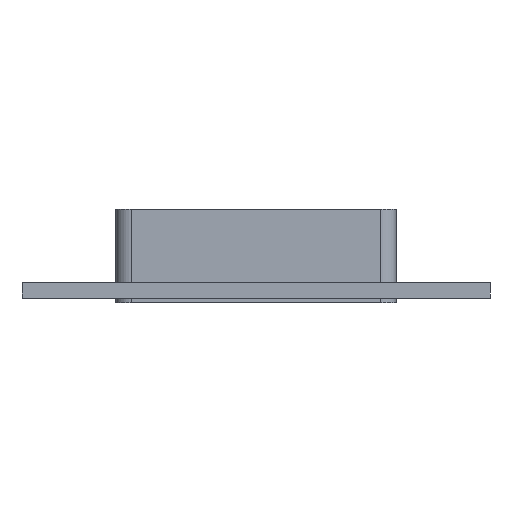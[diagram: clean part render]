
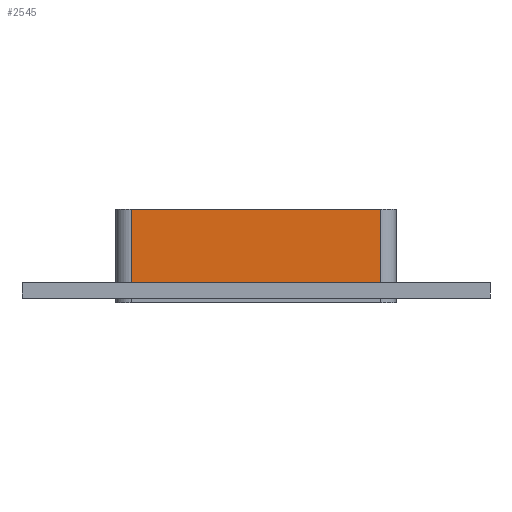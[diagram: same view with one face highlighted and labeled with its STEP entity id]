
A CAD part, left-side view. The second image highlights one B-rep face of the part: STEP entity #2545.
In plain terms, the highlighted planar face has unit normal (-1, 0, 0).
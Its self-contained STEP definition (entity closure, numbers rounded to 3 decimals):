
#1045=CARTESIAN_POINT('',(-461.75,-79.75,-17.0));
#1046=VERTEX_POINT('',#1045);
#1054=CARTESIAN_POINT('',(-461.75,79.75,-17.0));
#1055=VERTEX_POINT('',#1054);
#1056=CARTESIAN_POINT('',(-461.75,79.75,-17.0));
#1057=DIRECTION('',(0.0,-1.0,0.0));
#1058=VECTOR('',#1057,159.5);
#1059=LINE('',#1056,#1058);
#1060=EDGE_CURVE('',#1055,#1046,#1059,.T.);
#1780=CARTESIAN_POINT('',(-461.75,-79.75,30.0));
#1781=VERTEX_POINT('',#1780);
#1789=CARTESIAN_POINT('',(-461.75,-79.75,30.0));
#1790=DIRECTION('',(0.0,0.0,-1.0));
#1791=VECTOR('',#1790,47.0);
#1792=LINE('',#1789,#1791);
#1793=EDGE_CURVE('',#1781,#1046,#1792,.T.);
#1804=CARTESIAN_POINT('',(-461.75,79.75,30.0));
#1805=VERTEX_POINT('',#1804);
#1806=CARTESIAN_POINT('',(-461.75,79.75,-17.0));
#1807=DIRECTION('',(0.0,0.0,1.0));
#1808=VECTOR('',#1807,47.0);
#1809=LINE('',#1806,#1808);
#1810=EDGE_CURVE('',#1055,#1805,#1809,.T.);
#2529=CARTESIAN_POINT('',(-461.75,89.75,0.0));
#2530=DIRECTION('',(-1.0,0.0,0.0));
#2531=DIRECTION('',(0.0,-1.0,0.0));
#2532=AXIS2_PLACEMENT_3D('',#2529,#2530,#2531);
#2533=PLANE('',#2532);
#2534=ORIENTED_EDGE('',*,*,#1060,.T.);
#2535=ORIENTED_EDGE('',*,*,#1793,.F.);
#2536=CARTESIAN_POINT('',(-461.75,79.75,30.0));
#2537=DIRECTION('',(0.0,-1.0,0.0));
#2538=VECTOR('',#2537,159.5);
#2539=LINE('',#2536,#2538);
#2540=EDGE_CURVE('',#1805,#1781,#2539,.T.);
#2541=ORIENTED_EDGE('',*,*,#2540,.F.);
#2542=ORIENTED_EDGE('',*,*,#1810,.F.);
#2543=EDGE_LOOP('',(#2534,#2535,#2541,#2542));
#2544=FACE_OUTER_BOUND('',#2543,.T.);
#2545=ADVANCED_FACE('',(#2544),#2533,.T.);
